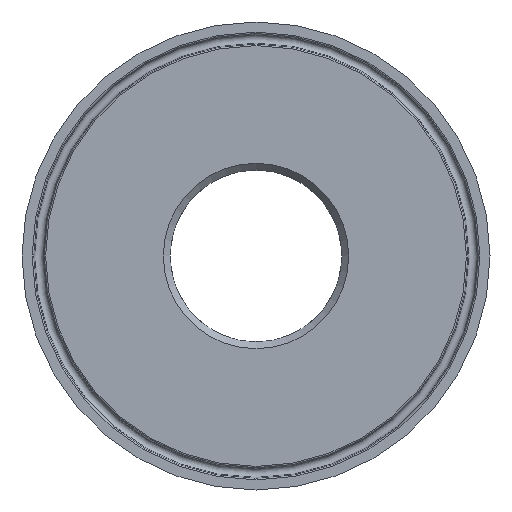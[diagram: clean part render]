
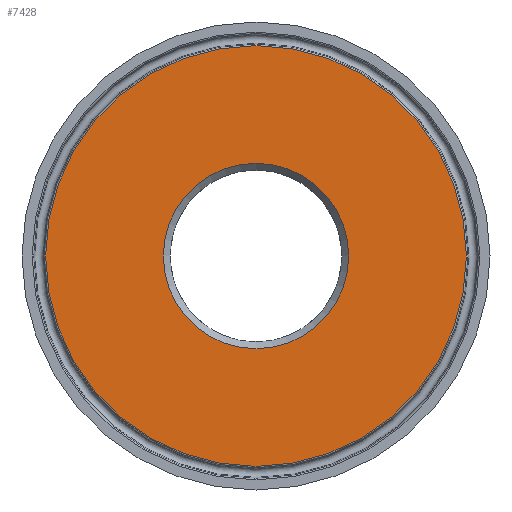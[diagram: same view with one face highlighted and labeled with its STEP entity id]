
A CAD part, left-side view. The second image highlights one B-rep face of the part: STEP entity #7428.
In plain terms, the highlighted planar face has unit normal (-1, 0, 0).
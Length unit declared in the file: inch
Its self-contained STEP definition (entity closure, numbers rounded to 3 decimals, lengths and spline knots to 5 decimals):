
#109=FACE_BOUND('',#1340,.T.);
#297=PLANE('',#7875);
#883=FACE_OUTER_BOUND('',#1339,.T.);
#1339=EDGE_LOOP('',(#6934));
#1340=EDGE_LOOP('',(#6935));
#1536=CIRCLE('',#7874,0.927);
#1537=CIRCLE('',#7876,2.10465);
#3654=VERTEX_POINT('',#16353);
#3655=VERTEX_POINT('',#16356);
#4753=EDGE_CURVE('',#3654,#3654,#1536,.T.);
#4754=EDGE_CURVE('',#3655,#3655,#1537,.T.);
#6934=ORIENTED_EDGE('',*,*,#4754,.F.);
#6935=ORIENTED_EDGE('',*,*,#4753,.F.);
#7428=ADVANCED_FACE('',(#883,#109),#297,.T.);
#7874=AXIS2_PLACEMENT_3D('',#16354,#9265,#9266);
#7875=AXIS2_PLACEMENT_3D('',#16355,#9267,#9268);
#7876=AXIS2_PLACEMENT_3D('',#16357,#9269,#9270);
#9265=DIRECTION('center_axis',(-1.,0.,0.));
#9266=DIRECTION('ref_axis',(0.,-1.,0.));
#9267=DIRECTION('center_axis',(-1.,0.,0.));
#9268=DIRECTION('ref_axis',(0.,0.,1.));
#9269=DIRECTION('center_axis',(1.,0.,0.));
#9270=DIRECTION('ref_axis',(0.,-1.,0.));
#16353=CARTESIAN_POINT('',(0.,0.927,0.));
#16354=CARTESIAN_POINT('Origin',(0.,0.,0.));
#16355=CARTESIAN_POINT('Origin',(0.,2.11457,0.));
#16356=CARTESIAN_POINT('',(0.,2.10465,0.));
#16357=CARTESIAN_POINT('Origin',(0.,0.,0.));
